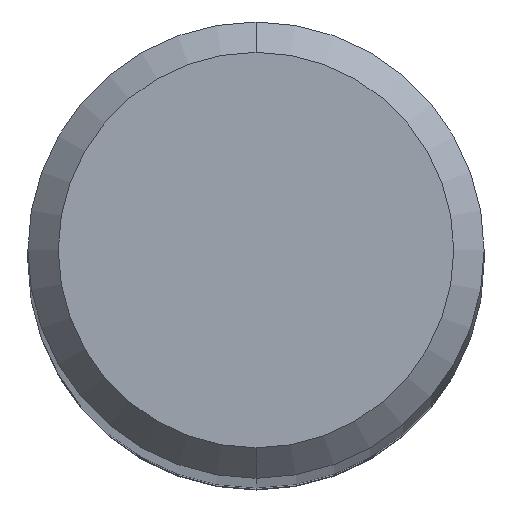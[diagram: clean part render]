
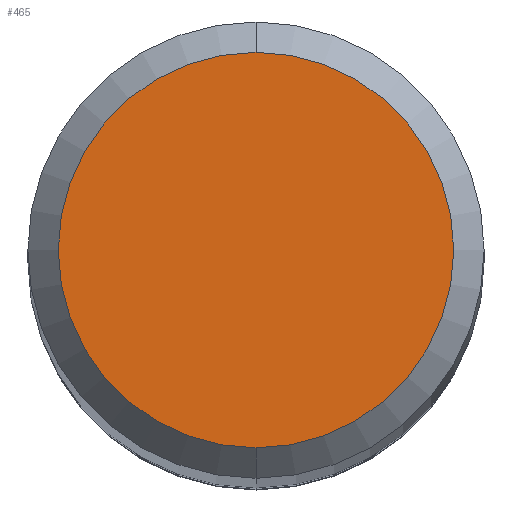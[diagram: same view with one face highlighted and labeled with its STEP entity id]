
A CAD part, top view. The second image highlights one B-rep face of the part: STEP entity #465.
In plain terms, the highlighted planar face has unit normal (0, 0, 1).
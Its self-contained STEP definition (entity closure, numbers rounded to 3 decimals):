
#257=VERTEX_POINT('',#636);
#321=VERTEX_POINT('',#708);
#341=EDGE_CURVE('',#321,#257,#729,.T.);
#465=ADVANCED_FACE('',(#871),#872,.T.);
#529=EDGE_CURVE('',#257,#321,#941,.T.);
#636=CARTESIAN_POINT('',(0.0,2.6,0.0));
#708=CARTESIAN_POINT('',(0.,-2.6,0.0));
#729=CIRCLE('',#1249,2.6);
#871=FACE_OUTER_BOUND('',#1530,.T.);
#872=PLANE('',#1531);
#941=CIRCLE('',#1643,2.6);
#1249=AXIS2_PLACEMENT_3D('',#1872,#1873,#1874);
#1530=EDGE_LOOP('',(#2068,#2069));
#1531=AXIS2_PLACEMENT_3D('',#2070,#2071,#2072);
#1643=AXIS2_PLACEMENT_3D('',#2132,#2133,#2134);
#1872=CARTESIAN_POINT('',(0.0,0.0,0.0));
#1873=DIRECTION('',(0.0,0.0,-1.0));
#1874=DIRECTION('',(0.0,1.0,0.0));
#2068=ORIENTED_EDGE('',*,*,#529,.F.);
#2069=ORIENTED_EDGE('',*,*,#341,.F.);
#2070=CARTESIAN_POINT('',(0.0,1.3,0.0));
#2071=DIRECTION('',(-0.0,0.0,1.0));
#2072=DIRECTION('',(0.0,-1.0,0.0));
#2132=CARTESIAN_POINT('',(0.0,0.0,0.0));
#2133=DIRECTION('',(0.0,0.0,-1.0));
#2134=DIRECTION('',(0.0,1.0,0.0));
